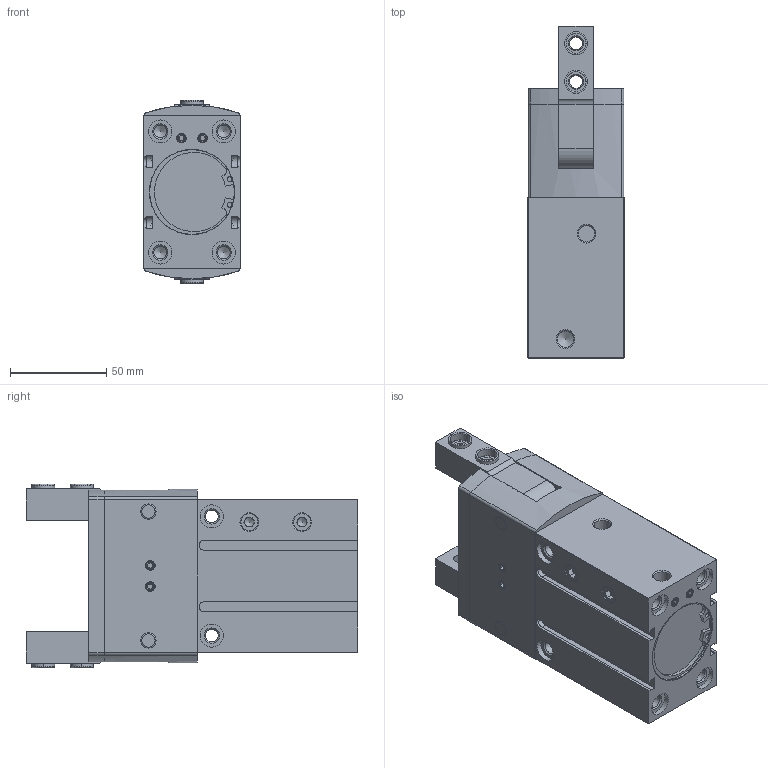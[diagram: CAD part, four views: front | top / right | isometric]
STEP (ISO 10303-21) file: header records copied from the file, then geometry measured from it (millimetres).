
FILE_DESCRIPTION(/* description */ ('STEP AP214'),/* implementation_level */ '2;1');
FILE_NAME(/* name */ '563913_HGRT-40-A-G2',/* time_stamp */ '2024-08-29T07:52:33+02:00',/* author */ ('License CC BY-ND 4.0'),/* organization */ ('CADENAS'),/* preprocessor_version */ 'ST-DEVELOPER v19.3',/* originating_system */ 'PARTsolutions',/* authorisation */ ' ');
FILE_SCHEMA (('AUTOMOTIVE_DESIGN {1 0 10303 214 3 1 1}'));
Length unit declared in the file: millimetre
Products named in the file (10): 563913 HGRT-40-A-G2---(0); 563913 HGRT-40-A-G2---(Geh); CDST00180; DIN-913 - M5x4; 563913 HGRT-40-A-G2---(Griff_Links); 8137185 ZBH-12-B; 563913 HGRT-40-A-G2---(Griff_Rechts); 563913 HGRT-40-A-G2---(Kul); 563913 HGRT-40-A-G2---(Dec); DIN-913 - M8x8
Assembly tree (18 placements, depth 2):
  563913 HGRT-40-A-G2---(0)
    563913 HGRT-40-A-G2---(Geh)
    CDST00180  x2
    DIN-913 - M5x4  x6
    563913 HGRT-40-A-G2---(Griff_Links)
    8137185 ZBH-12-B  x4
    563913 HGRT-40-A-G2---(Griff_Rechts)
    563913 HGRT-40-A-G2---(Kul)
    563913 HGRT-40-A-G2---(Dec)
    DIN-913 - M8x8
Bounding box: 50 x 172.6 x 95.4 mm (x, y, z)
Volume: 503229.1 mm3; surface area: 104796 mm2
Topology: 18 solids, 18 shells, 564 faces, 1285 edges, 803 vertices
Faces by surface type: plane 283, cylinder 153, cone 112, torus 12, sphere 4
Full cylindrical faces by diameter (mm): 2.459 x4, 2.5 x2, 3.242 x2, 4.134 x6, 5 x10, 6.647 x11, 6.8 x2, 8 x5, 8.01 x4, 8.5 x4, 8.566 x4, 9.4 x4, 9.728 x2, 10.4 x2, 12 x10, 44 x1, 46.5 x1
Entity records: 12245 total; most frequent: DIRECTION 2156, CARTESIAN_POINT 2059, ORIENTED_EDGE 1776, EDGE_CURVE 888, AXIS2_PLACEMENT_3D 827, FACE_BOUND 662, VERTEX_POINT 654, EDGE_LOOP 650
